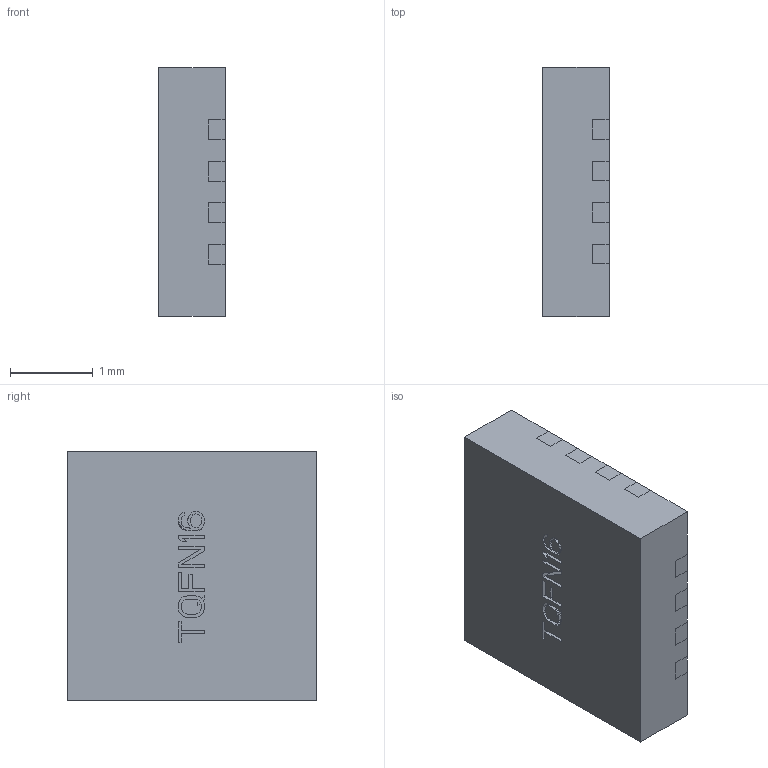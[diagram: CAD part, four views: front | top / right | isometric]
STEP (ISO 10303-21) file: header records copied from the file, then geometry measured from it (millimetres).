
FILE_DESCRIPTION (( 'STEP AP214' ), '1' );
FILE_NAME ('TQFN16-1.STEP', '2020-02-11T20:40:54', ( '' ), ( '' ), 'SwSTEP 2.0', 'SolidWorks 2019', '' );
FILE_SCHEMA (( 'AUTOMOTIVE_DESIGN' ));
Length unit declared in the file: millimetre
Products named in the file (2): TQFN16-1
Bounding box: 0.8 x 3 x 3 mm (x, y, z)
Surface area: 44.1 mm2
Topology: 18 solids, 18 shells, 327 faces, 846 edges, 564 vertices
Faces by surface type: plane 287, cylinder 40
Entity records: 11208 total; most frequent: CARTESIAN_POINT 1739, ORIENTED_EDGE 1692, DIRECTION 1584, EDGE_CURVE 846, VECTOR 766, LINE 766, VERTEX_POINT 564, AXIS2_PLACEMENT_3D 409
